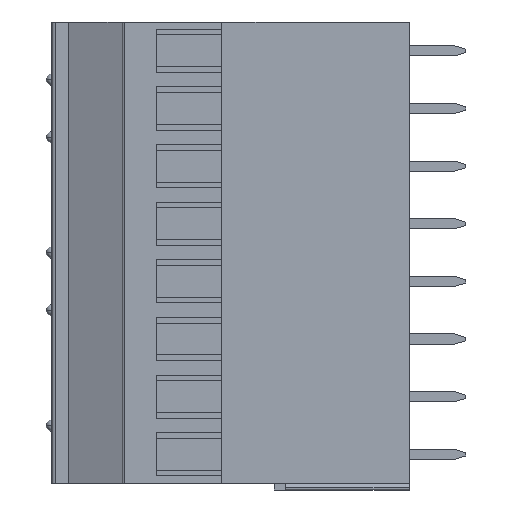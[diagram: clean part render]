
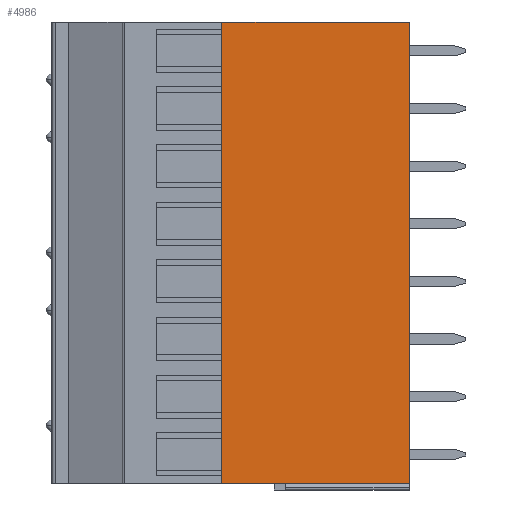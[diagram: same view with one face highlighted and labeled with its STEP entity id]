
A CAD part, left-side view. The second image highlights one B-rep face of the part: STEP entity #4986.
In plain terms, the highlighted planar face has unit normal (-1, 0, 0).
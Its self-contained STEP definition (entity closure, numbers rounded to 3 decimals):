
#40=DIRECTION('',(0.,-1.,0.));
#41=VECTOR('',#40,16.5);
#42=CARTESIAN_POINT('',(-5.55,0.75,38.1));
#43=LINE('',#42,#41);
#156=DIRECTION('',(0.,0.,-1.));
#157=VECTOR('',#156,40.64);
#158=CARTESIAN_POINT('',(-5.55,-15.75,38.1));
#159=LINE('',#158,#157);
#668=DIRECTION('',(0.,0.,-1.));
#669=VECTOR('',#668,40.64);
#670=CARTESIAN_POINT('',(-5.55,0.75,38.1));
#671=LINE('',#670,#669);
#736=DIRECTION('',(0.,-1.,0.));
#737=VECTOR('',#736,16.5);
#738=CARTESIAN_POINT('',(-5.55,0.75,-2.54));
#739=LINE('',#738,#737);
#3284=CARTESIAN_POINT('',(-5.55,0.75,38.1));
#3285=CARTESIAN_POINT('',(-5.55,-15.75,38.1));
#3286=VERTEX_POINT('',#3284);
#3287=VERTEX_POINT('',#3285);
#3308=CARTESIAN_POINT('',(-5.55,0.75,-2.54));
#3309=CARTESIAN_POINT('',(-5.55,-15.75,-2.54));
#3310=VERTEX_POINT('',#3308);
#3311=VERTEX_POINT('',#3309);
#4974=CARTESIAN_POINT('',(-5.55,0.75,38.1));
#4975=DIRECTION('',(-1.,0.,0.));
#4976=DIRECTION('',(0.,-1.,0.));
#4977=AXIS2_PLACEMENT_3D('',#4974,#4975,#4976);
#4978=PLANE('',#4977);
#4979=ORIENTED_EDGE('',*,*,#4237,.T.);
#4980=ORIENTED_EDGE('',*,*,#4326,.T.);
#4982=ORIENTED_EDGE('',*,*,#4981,.F.);
#4983=ORIENTED_EDGE('',*,*,#4744,.F.);
#4984=EDGE_LOOP('',(#4979,#4980,#4982,#4983));
#4985=FACE_OUTER_BOUND('',#4984,.F.);
#4237=EDGE_CURVE('',#3286,#3287,#43,.T.);
#4326=EDGE_CURVE('',#3287,#3311,#159,.T.);
#4744=EDGE_CURVE('',#3286,#3310,#671,.T.);
#4981=EDGE_CURVE('',#3310,#3311,#739,.T.);
#4986=ADVANCED_FACE('',(#4985),#4978,.T.);
